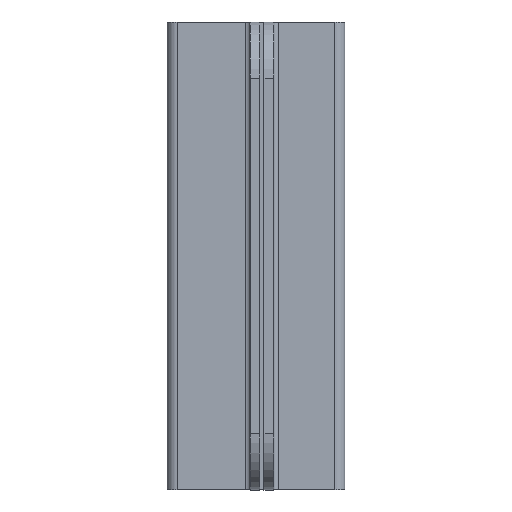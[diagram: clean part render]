
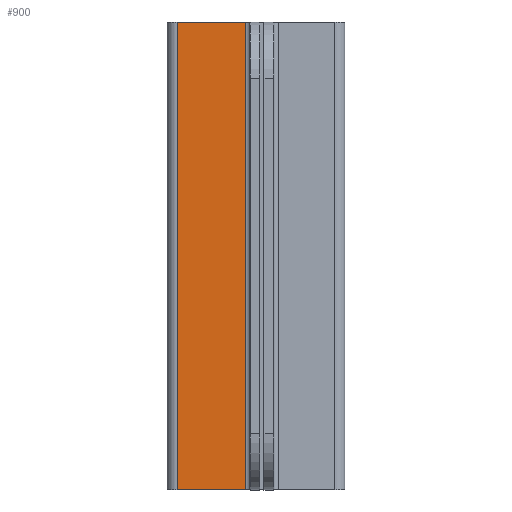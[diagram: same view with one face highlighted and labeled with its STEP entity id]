
A CAD part, front view. The second image highlights one B-rep face of the part: STEP entity #900.
In plain terms, the highlighted planar face has unit normal (0, -1, 0).
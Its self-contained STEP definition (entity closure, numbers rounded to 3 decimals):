
#2 = VERTEX_POINT ( 'NONE', #1201 ) ;
#63 = VECTOR ( 'NONE', #1218, 1000. ) ;
#171 = VECTOR ( 'NONE', #1690, 1000. ) ;
#236 = LINE ( 'NONE', #1592, #171 ) ;
#251 = VECTOR ( 'NONE', #1070, 1000. ) ;
#259 = LINE ( 'NONE', #497, #251 ) ;
#289 = CARTESIAN_POINT ( 'NONE',  ( -12.299, 45., 39.5 ) ) ;
#292 = LINE ( 'NONE', #1371, #63 ) ;
#497 = CARTESIAN_POINT ( 'NONE',  ( 0., 45., 39.5 ) ) ;
#833 = EDGE_LOOP ( 'NONE', ( #1399, #1433, #1354, #1599 ) ) ;
#875 = VERTEX_POINT ( 'NONE', #1302 ) ;
#900 = ADVANCED_FACE ( 'NONE', ( #1577 ), #1021, .T. ) ;
#928 = VERTEX_POINT ( 'NONE', #944 ) ;
#944 = CARTESIAN_POINT ( 'NONE',  ( -12.299, 45., -39.5 ) ) ;
#1013 = DIRECTION ( 'NONE',  ( 1., 0., 0. ) ) ;
#1021 = PLANE ( 'NONE',  #1374 ) ;
#1050 = CARTESIAN_POINT ( 'NONE',  ( 0., 45., 39.5 ) ) ;
#1062 = DIRECTION ( 'NONE',  ( 0., -1., 0. ) ) ;
#1070 = DIRECTION ( 'NONE',  ( 1., 0., 0. ) ) ;
#1084 = VERTEX_POINT ( 'NONE', #289 ) ;
#1201 = CARTESIAN_POINT ( 'NONE',  ( -0.737, 45., -39.5 ) ) ;
#1218 = DIRECTION ( 'NONE',  ( 0., 0., -1. ) ) ;
#1227 = LINE ( 'NONE', #1411, #1398 ) ;
#1262 = EDGE_CURVE ( 'NONE', #1084, #875, #259, .T. ) ;
#1280 = EDGE_CURVE ( 'NONE', #1084, #928, #1227, .T. ) ;
#1302 = CARTESIAN_POINT ( 'NONE',  ( -0.737, 45., 39.5 ) ) ;
#1354 = ORIENTED_EDGE ( 'NONE', *, *, #1785, .F. ) ;
#1371 = CARTESIAN_POINT ( 'NONE',  ( -0.737, 45., 39.5 ) ) ;
#1374 = AXIS2_PLACEMENT_3D ( 'NONE', #1050, #1062, #1013 ) ;
#1398 = VECTOR ( 'NONE', #1470, 1000. ) ;
#1399 = ORIENTED_EDGE ( 'NONE', *, *, #1280, .T. ) ;
#1411 = CARTESIAN_POINT ( 'NONE',  ( -12.299, 45., 39.5 ) ) ;
#1433 = ORIENTED_EDGE ( 'NONE', *, *, #1776, .F. ) ;
#1470 = DIRECTION ( 'NONE',  ( 0., 0., -1. ) ) ;
#1577 = FACE_OUTER_BOUND ( 'NONE', #833, .T. ) ;
#1592 = CARTESIAN_POINT ( 'NONE',  ( -14., 45., -39.5 ) ) ;
#1599 = ORIENTED_EDGE ( 'NONE', *, *, #1262, .F. ) ;
#1690 = DIRECTION ( 'NONE',  ( -1., 0., 0. ) ) ;
#1776 = EDGE_CURVE ( 'NONE', #2, #928, #236, .T. ) ;
#1785 = EDGE_CURVE ( 'NONE', #875, #2, #292, .T. ) ;
